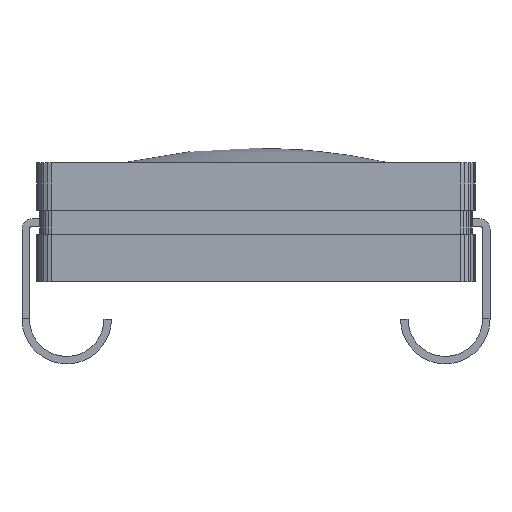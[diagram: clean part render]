
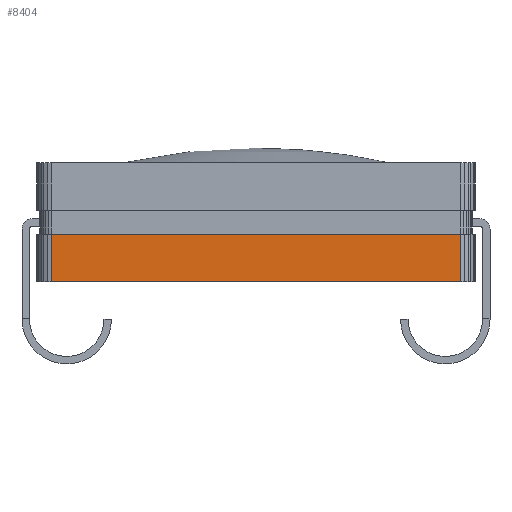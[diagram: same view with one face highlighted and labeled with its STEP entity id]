
A CAD part, front view. The second image highlights one B-rep face of the part: STEP entity #8404.
In plain terms, the highlighted planar face has unit normal (0, -1, 0).
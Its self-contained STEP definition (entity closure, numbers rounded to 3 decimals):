
#3066 = VERTEX_POINT('',#3067);
#3067 = CARTESIAN_POINT('',(-6.866,-18.496,
    1.6));
#3073 = EDGE_CURVE('',#3074,#3066,#3076,.T.);
#3074 = VERTEX_POINT('',#3075);
#3075 = CARTESIAN_POINT('',(6.866,-18.496,
    1.6));
#3076 = LINE('',#3077,#3078);
#3077 = CARTESIAN_POINT('',(6.866,-18.496,
    1.6));
#3078 = VECTOR('',#3079,1.);
#3079 = DIRECTION('',(-1.,0.,0.));
#8362 = VERTEX_POINT('',#8363);
#8363 = CARTESIAN_POINT('',(-6.866,-18.496,0.));
#8369 = EDGE_CURVE('',#3066,#8362,#8370,.T.);
#8370 = LINE('',#8371,#8372);
#8371 = CARTESIAN_POINT('',(-6.866,-18.496,
    1.6));
#8372 = VECTOR('',#8373,1.);
#8373 = DIRECTION('',(0.,0.,-1.));
#8404 = ADVANCED_FACE('',(#8405),#8423,.T.);
#8405 = FACE_BOUND('',#8406,.T.);
#8406 = EDGE_LOOP('',(#8407,#8415,#8421,#8422));
#8407 = ORIENTED_EDGE('',*,*,#8408,.T.);
#8408 = EDGE_CURVE('',#8362,#8409,#8411,.T.);
#8409 = VERTEX_POINT('',#8410);
#8410 = CARTESIAN_POINT('',(6.866,-18.496,0.));
#8411 = LINE('',#8412,#8413);
#8412 = CARTESIAN_POINT('',(-6.866,-18.496,0.));
#8413 = VECTOR('',#8414,1.);
#8414 = DIRECTION('',(1.,0.,0.));
#8415 = ORIENTED_EDGE('',*,*,#8416,.T.);
#8416 = EDGE_CURVE('',#8409,#3074,#8417,.T.);
#8417 = LINE('',#8418,#8419);
#8418 = CARTESIAN_POINT('',(6.866,-18.496,0.));
#8419 = VECTOR('',#8420,1.);
#8420 = DIRECTION('',(0.,0.,1.));
#8421 = ORIENTED_EDGE('',*,*,#3073,.T.);
#8422 = ORIENTED_EDGE('',*,*,#8369,.T.);
#8423 = PLANE('',#8424);
#8424 = AXIS2_PLACEMENT_3D('',#8425,#8426,#8427);
#8425 = CARTESIAN_POINT('',(0.,-18.496,0.8));
#8426 = DIRECTION('',(-0.,-1.,-0.));
#8427 = DIRECTION('',(0.,0.,-1.));
